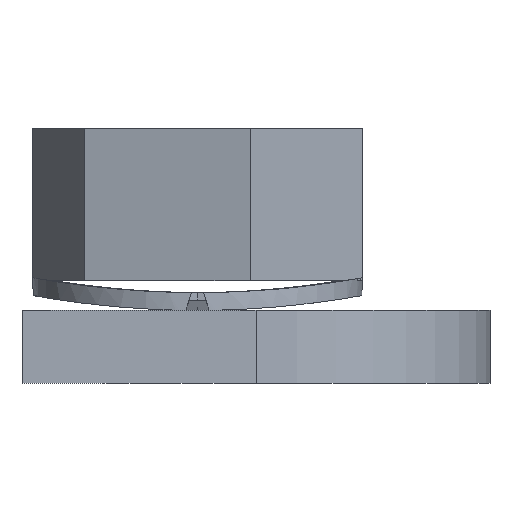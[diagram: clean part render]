
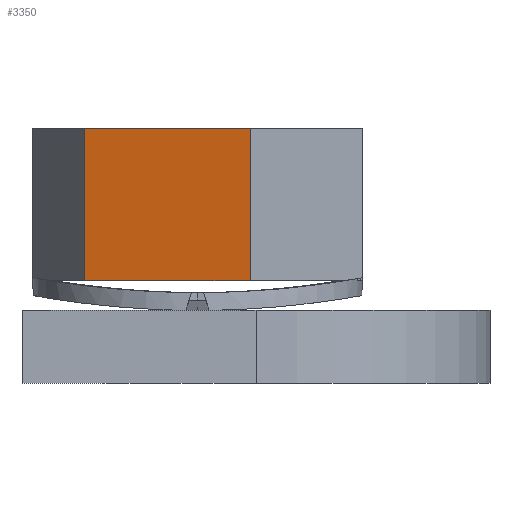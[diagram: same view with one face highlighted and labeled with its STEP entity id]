
A CAD part, front view. The second image highlights one B-rep face of the part: STEP entity #3350.
In plain terms, the highlighted planar face has unit normal (-0.206, -0.979, 0).
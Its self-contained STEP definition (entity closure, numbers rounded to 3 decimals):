
#3342=AXIS2_PLACEMENT_3D('Plane Axis2P3D',#3339,#3340,#3341) ;
#2955=CARTESIAN_POINT('Line Origine',(4.972,5.107,8.7)) ;
#2959=CARTESIAN_POINT('Vertex',(2.147,5.7,8.7)) ;
#2961=CARTESIAN_POINT('Vertex',(7.797,4.513,8.7)) ;
#3127=CARTESIAN_POINT('Vertex',(7.797,4.513,3.5)) ;
#3130=CARTESIAN_POINT('Line Origine',(4.972,5.107,3.5)) ;
#3134=CARTESIAN_POINT('Vertex',(2.147,5.7,3.5)) ;
#3177=CARTESIAN_POINT('Line Origine',(2.147,5.7,6.1)) ;
#3308=CARTESIAN_POINT('Line Origine',(7.797,4.513,6.1)) ;
#3339=CARTESIAN_POINT('Axis2P3D Location',(2.147,5.7,3.5)) ;
#2956=DIRECTION('Vector Direction',(0.979,-0.206,0.)) ;
#3131=DIRECTION('Vector Direction',(0.979,-0.206,0.)) ;
#3178=DIRECTION('Vector Direction',(0.,0.,1.)) ;
#3309=DIRECTION('Vector Direction',(0.,0.,1.)) ;
#3340=DIRECTION('Axis2P3D Direction',(-0.206,-0.979,0.)) ;
#3341=DIRECTION('Axis2P3D XDirection',(0.979,-0.206,0.)) ;
#2957=VECTOR('Line Direction',#2956,1.) ;
#3132=VECTOR('Line Direction',#3131,1.) ;
#3179=VECTOR('Line Direction',#3178,1.) ;
#3310=VECTOR('Line Direction',#3309,1.) ;
#3345=ORIENTED_EDGE('',*,*,#3181,.F.) ;
#3346=ORIENTED_EDGE('',*,*,#3136,.T.) ;
#3347=ORIENTED_EDGE('',*,*,#3312,.T.) ;
#3348=ORIENTED_EDGE('',*,*,#2963,.F.) ;
#3350=ADVANCED_FACE('Hauptk\X2\00F6\X0\rper',(#3349),#3343,.T.) ;
#2963=EDGE_CURVE('',#2960,#2962,#2958,.T.) ;
#3136=EDGE_CURVE('',#3135,#3128,#3133,.T.) ;
#3181=EDGE_CURVE('',#3135,#2960,#3180,.T.) ;
#3312=EDGE_CURVE('',#3128,#2962,#3311,.T.) ;
#3344=EDGE_LOOP('',(#3345,#3346,#3347,#3348)) ;
#3349=FACE_OUTER_BOUND('',#3344,.T.) ;
#2958=LINE('Line',#2955,#2957) ;
#3133=LINE('Line',#3130,#3132) ;
#3180=LINE('Line',#3177,#3179) ;
#3311=LINE('Line',#3308,#3310) ;
#3343=PLANE('',#3342) ;
#2960=VERTEX_POINT('',#2959) ;
#2962=VERTEX_POINT('',#2961) ;
#3128=VERTEX_POINT('',#3127) ;
#3135=VERTEX_POINT('',#3134) ;
